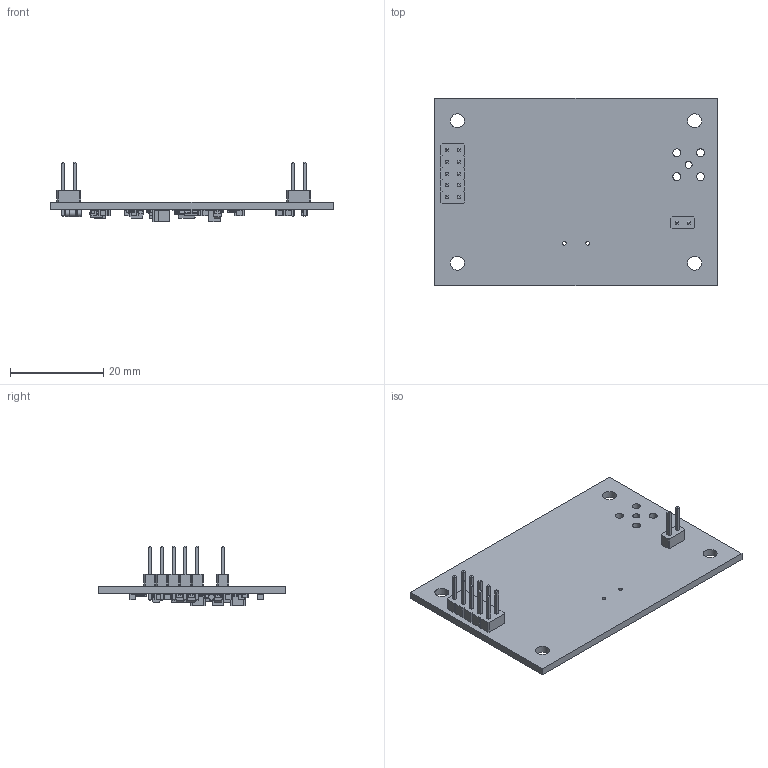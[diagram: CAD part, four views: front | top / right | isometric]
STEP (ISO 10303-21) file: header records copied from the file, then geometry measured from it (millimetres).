
FILE_DESCRIPTION(('KiCad electronic assembly'),'2;1');
FILE_NAME('PIND02.step','2023-11-12T17:30:16',('Pcbnew'),('Kicad'), 'Open CASCADE STEP processor 7.6','KiCad to STEP converter','Unknown' );
FILE_SCHEMA(('AUTOMOTIVE_DESIGN { 1 0 10303 214 1 1 1 1 }'));
Length unit declared in the file: millimetre
Products named in the file (26): PIND02 1; PinHeader_2x05_P2.54mm_Vertical; SOLID; PinHeader_2x01_P2.54mm_Vertical; C_0805_2012Metric; L_0805_2012Metric; R_0805_2012Metric; D_MiniMELF; C_1210_3225Metric; CP_EIA-3216-18_Kemet-A; SOT-23; SOT-23-5; SOIC-8_3.9x4.9mm_P1.27mm; L_0603_1608Metric; tmpj7qmsqgi PCB
Assembly tree (58 placements, depth 3):
  PIND02 1
    PinHeader_2x05_P2.54mm_Vertical
      SOLID
    PinHeader_2x01_P2.54mm_Vertical
      SOLID
    C_0805_2012Metric  x14
      SOLID
    L_0805_2012Metric  x2
      SOLID
    R_0805_2012Metric  x12
      SOLID
    D_MiniMELF
      SOLID
    C_1210_3225Metric  x3
      SOLID
    CP_EIA-3216-18_Kemet-A  x6
      SOLID
    SOT-23  x2
      SOLID
    SOT-23-5
      SOLID
    SOIC-8_3.9x4.9mm_P1.27mm
      SOLID
    L_0603_1608Metric
      SOLID
    tmpj7qmsqgi PCB
Bounding box: 60.45 x 40.13 x 12.72 mm (x, y, z)
Volume: 4211.3 mm3; surface area: 6564.1 mm2
Topology: 46 solids, 46 shells, 1867 faces, 4728 edges, 3034 vertices
Faces by surface type: plane 1225, cylinder 471, bspline 169, revolution 2
Full cylindrical faces by diameter (mm): 0.6 x1, 0.762 x2, 0.889 x12, 1.35 x2, 1.4 x3, 1.5 x1, 1.7 x4, 3 x4
Entity records: 60715 total; most frequent: CARTESIAN_POINT 13673, DIRECTION 7496, LINE 5158, VECTOR 5158, ORIENTED_EDGE 4076, PCURVE 4076, DEFINITIONAL_REPRESENTATION 4076, EDGE_CURVE 2038
